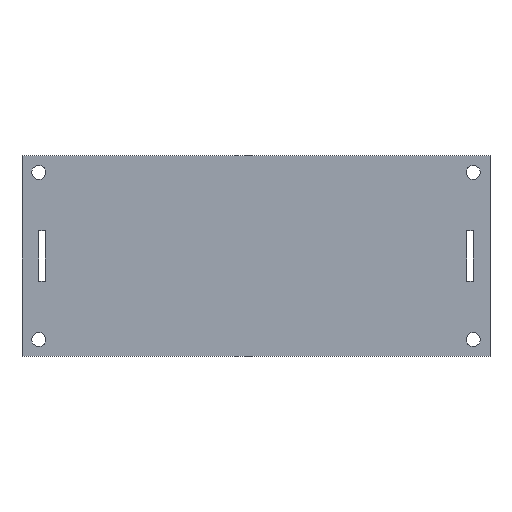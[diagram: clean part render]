
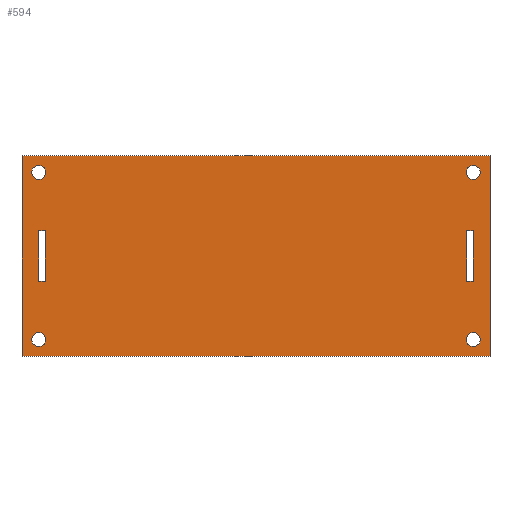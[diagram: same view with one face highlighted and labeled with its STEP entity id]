
A CAD part, top view. The second image highlights one B-rep face of the part: STEP entity #594.
In plain terms, the highlighted planar face has unit normal (0, 0, 1).
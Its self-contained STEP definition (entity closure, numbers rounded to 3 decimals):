
#62=CARTESIAN_POINT('Vertex',(125.5,65.,235.5)) ;
#76=CARTESIAN_POINT('Vertex',(125.5,5.,235.5)) ;
#79=CARTESIAN_POINT('Line Origine',(125.5,35.,235.5)) ;
#107=CARTESIAN_POINT('Vertex',(265.5,5.,235.5)) ;
#110=CARTESIAN_POINT('Line Origine',(195.5,5.,235.5)) ;
#138=CARTESIAN_POINT('Vertex',(265.5,65.,235.5)) ;
#141=CARTESIAN_POINT('Line Origine',(265.5,35.,235.5)) ;
#163=CARTESIAN_POINT('Line Origine',(195.5,65.,235.5)) ;
#180=CARTESIAN_POINT('Axis2P3D Location',(260.5,10.,235.5)) ;
#184=CARTESIAN_POINT('Vertex',(258.4,10.,235.5)) ;
#186=CARTESIAN_POINT('Vertex',(262.6,10.,235.5)) ;
#215=CARTESIAN_POINT('Axis2P3D Location',(260.5,10.,235.5)) ;
#237=CARTESIAN_POINT('Axis2P3D Location',(130.5,10.,235.5)) ;
#241=CARTESIAN_POINT('Vertex',(128.4,10.,235.5)) ;
#243=CARTESIAN_POINT('Vertex',(132.6,10.,235.5)) ;
#272=CARTESIAN_POINT('Axis2P3D Location',(130.5,10.,235.5)) ;
#294=CARTESIAN_POINT('Axis2P3D Location',(130.5,60.,235.5)) ;
#298=CARTESIAN_POINT('Vertex',(128.4,60.,235.5)) ;
#300=CARTESIAN_POINT('Vertex',(132.6,60.,235.5)) ;
#329=CARTESIAN_POINT('Axis2P3D Location',(130.5,60.,235.5)) ;
#351=CARTESIAN_POINT('Axis2P3D Location',(260.5,60.,235.5)) ;
#355=CARTESIAN_POINT('Vertex',(258.4,60.,235.5)) ;
#357=CARTESIAN_POINT('Vertex',(262.6,60.,235.5)) ;
#386=CARTESIAN_POINT('Axis2P3D Location',(260.5,60.,235.5)) ;
#499=CARTESIAN_POINT('Axis2P3D Location',(0.,0.,235.5)) ;
#510=CARTESIAN_POINT('Line Origine',(259.5,27.5,235.5)) ;
#514=CARTESIAN_POINT('Vertex',(260.5,27.5,235.5)) ;
#516=CARTESIAN_POINT('Vertex',(258.5,27.5,235.5)) ;
#519=CARTESIAN_POINT('Line Origine',(258.5,35.,235.5)) ;
#523=CARTESIAN_POINT('Vertex',(258.5,42.5,235.5)) ;
#526=CARTESIAN_POINT('Line Origine',(259.5,42.5,235.5)) ;
#530=CARTESIAN_POINT('Vertex',(260.5,42.5,235.5)) ;
#533=CARTESIAN_POINT('Line Origine',(260.5,35.,235.5)) ;
#560=CARTESIAN_POINT('Line Origine',(131.5,42.5,235.5)) ;
#564=CARTESIAN_POINT('Vertex',(130.5,42.5,235.5)) ;
#566=CARTESIAN_POINT('Vertex',(132.5,42.5,235.5)) ;
#569=CARTESIAN_POINT('Line Origine',(132.5,35.,235.5)) ;
#573=CARTESIAN_POINT('Vertex',(132.5,27.5,235.5)) ;
#576=CARTESIAN_POINT('Line Origine',(131.5,27.5,235.5)) ;
#580=CARTESIAN_POINT('Vertex',(130.5,27.5,235.5)) ;
#583=CARTESIAN_POINT('Line Origine',(130.5,35.,235.5)) ;
#81=VECTOR('Line Direction',#80,1.) ;
#112=VECTOR('Line Direction',#111,1.) ;
#143=VECTOR('Line Direction',#142,1.) ;
#165=VECTOR('Line Direction',#164,1.) ;
#512=VECTOR('Line Direction',#511,1.) ;
#521=VECTOR('Line Direction',#520,1.) ;
#528=VECTOR('Line Direction',#527,1.) ;
#535=VECTOR('Line Direction',#534,1.) ;
#562=VECTOR('Line Direction',#561,1.) ;
#571=VECTOR('Line Direction',#570,1.) ;
#578=VECTOR('Line Direction',#577,1.) ;
#585=VECTOR('Line Direction',#584,1.) ;
#80=DIRECTION('Vector Direction',(0.,-1.,0.)) ;
#111=DIRECTION('Vector Direction',(-1.,0.,0.)) ;
#142=DIRECTION('Vector Direction',(0.,1.,0.)) ;
#164=DIRECTION('Vector Direction',(1.,0.,0.)) ;
#181=DIRECTION('Axis2P3D Direction',(0.,0.,1.)) ;
#216=DIRECTION('Axis2P3D Direction',(0.,0.,1.)) ;
#238=DIRECTION('Axis2P3D Direction',(0.,0.,1.)) ;
#273=DIRECTION('Axis2P3D Direction',(0.,0.,1.)) ;
#295=DIRECTION('Axis2P3D Direction',(0.,0.,1.)) ;
#330=DIRECTION('Axis2P3D Direction',(0.,0.,1.)) ;
#352=DIRECTION('Axis2P3D Direction',(0.,0.,1.)) ;
#387=DIRECTION('Axis2P3D Direction',(0.,0.,1.)) ;
#500=DIRECTION('Axis2P3D Direction',(0.,0.,1.)) ;
#501=DIRECTION('Axis2P3D XDirection',(1.,0.,0.)) ;
#511=DIRECTION('Vector Direction',(-1.,0.,0.)) ;
#520=DIRECTION('Vector Direction',(0.,-1.,0.)) ;
#527=DIRECTION('Vector Direction',(-1.,0.,0.)) ;
#534=DIRECTION('Vector Direction',(0.,-1.,0.)) ;
#561=DIRECTION('Vector Direction',(-1.,0.,0.)) ;
#570=DIRECTION('Vector Direction',(0.,-1.,0.)) ;
#577=DIRECTION('Vector Direction',(-1.,0.,0.)) ;
#584=DIRECTION('Vector Direction',(0.,-1.,0.)) ;
#182=AXIS2_PLACEMENT_3D('Circle Axis2P3D',#180,#181,$) ;
#217=AXIS2_PLACEMENT_3D('Circle Axis2P3D',#215,#216,$) ;
#239=AXIS2_PLACEMENT_3D('Circle Axis2P3D',#237,#238,$) ;
#274=AXIS2_PLACEMENT_3D('Circle Axis2P3D',#272,#273,$) ;
#296=AXIS2_PLACEMENT_3D('Circle Axis2P3D',#294,#295,$) ;
#331=AXIS2_PLACEMENT_3D('Circle Axis2P3D',#329,#330,$) ;
#353=AXIS2_PLACEMENT_3D('Circle Axis2P3D',#351,#352,$) ;
#388=AXIS2_PLACEMENT_3D('Circle Axis2P3D',#386,#387,$) ;
#502=AXIS2_PLACEMENT_3D('Plane Axis2P3D',#499,#500,#501) ;
#82=LINE('Line',#79,#81) ;
#113=LINE('Line',#110,#112) ;
#144=LINE('Line',#141,#143) ;
#166=LINE('Line',#163,#165) ;
#513=LINE('Line',#510,#512) ;
#522=LINE('Line',#519,#521) ;
#529=LINE('Line',#526,#528) ;
#536=LINE('Line',#533,#535) ;
#563=LINE('Line',#560,#562) ;
#572=LINE('Line',#569,#571) ;
#579=LINE('Line',#576,#578) ;
#586=LINE('Line',#583,#585) ;
#183=CIRCLE('generated circle',#182,2.1) ;
#218=CIRCLE('generated circle',#217,2.1) ;
#240=CIRCLE('generated circle',#239,2.1) ;
#275=CIRCLE('generated circle',#274,2.1) ;
#297=CIRCLE('generated circle',#296,2.1) ;
#332=CIRCLE('generated circle',#331,2.1) ;
#354=CIRCLE('generated circle',#353,2.1) ;
#389=CIRCLE('generated circle',#388,2.1) ;
#503=PLANE('',#502) ;
#543=FACE_BOUND('',#538,.T.) ;
#547=FACE_BOUND('',#544,.T.) ;
#551=FACE_BOUND('',#548,.T.) ;
#555=FACE_BOUND('',#552,.T.) ;
#559=FACE_BOUND('',#556,.T.) ;
#593=FACE_BOUND('',#588,.T.) ;
#83=EDGE_CURVE('',#63,#77,#82,.T.) ;
#114=EDGE_CURVE('',#77,#108,#113,.F.) ;
#145=EDGE_CURVE('',#108,#139,#144,.T.) ;
#167=EDGE_CURVE('',#139,#63,#166,.F.) ;
#188=EDGE_CURVE('',#185,#187,#183,.T.) ;
#219=EDGE_CURVE('',#187,#185,#218,.T.) ;
#245=EDGE_CURVE('',#242,#244,#240,.T.) ;
#276=EDGE_CURVE('',#244,#242,#275,.T.) ;
#302=EDGE_CURVE('',#299,#301,#297,.T.) ;
#333=EDGE_CURVE('',#301,#299,#332,.T.) ;
#359=EDGE_CURVE('',#356,#358,#354,.T.) ;
#390=EDGE_CURVE('',#358,#356,#389,.T.) ;
#518=EDGE_CURVE('',#515,#517,#513,.T.) ;
#525=EDGE_CURVE('',#524,#517,#522,.T.) ;
#532=EDGE_CURVE('',#531,#524,#529,.T.) ;
#537=EDGE_CURVE('',#531,#515,#536,.T.) ;
#568=EDGE_CURVE('',#565,#567,#563,.F.) ;
#575=EDGE_CURVE('',#567,#574,#572,.T.) ;
#582=EDGE_CURVE('',#581,#574,#579,.F.) ;
#587=EDGE_CURVE('',#565,#581,#586,.T.) ;
#505=ORIENTED_EDGE('',*,*,#167,.T.) ;
#506=ORIENTED_EDGE('',*,*,#83,.T.) ;
#507=ORIENTED_EDGE('',*,*,#114,.T.) ;
#508=ORIENTED_EDGE('',*,*,#145,.T.) ;
#539=ORIENTED_EDGE('',*,*,#518,.T.) ;
#540=ORIENTED_EDGE('',*,*,#525,.F.) ;
#541=ORIENTED_EDGE('',*,*,#532,.F.) ;
#542=ORIENTED_EDGE('',*,*,#537,.T.) ;
#545=ORIENTED_EDGE('',*,*,#390,.F.) ;
#546=ORIENTED_EDGE('',*,*,#359,.F.) ;
#549=ORIENTED_EDGE('',*,*,#333,.F.) ;
#550=ORIENTED_EDGE('',*,*,#302,.F.) ;
#553=ORIENTED_EDGE('',*,*,#276,.F.) ;
#554=ORIENTED_EDGE('',*,*,#245,.F.) ;
#557=ORIENTED_EDGE('',*,*,#219,.F.) ;
#558=ORIENTED_EDGE('',*,*,#188,.F.) ;
#589=ORIENTED_EDGE('',*,*,#568,.T.) ;
#590=ORIENTED_EDGE('',*,*,#575,.T.) ;
#591=ORIENTED_EDGE('',*,*,#582,.F.) ;
#592=ORIENTED_EDGE('',*,*,#587,.F.) ;
#504=EDGE_LOOP('',(#505,#506,#507,#508)) ;
#538=EDGE_LOOP('',(#539,#540,#541,#542)) ;
#544=EDGE_LOOP('',(#545,#546)) ;
#548=EDGE_LOOP('',(#549,#550)) ;
#552=EDGE_LOOP('',(#553,#554)) ;
#556=EDGE_LOOP('',(#557,#558)) ;
#588=EDGE_LOOP('',(#589,#590,#591,#592)) ;
#63=VERTEX_POINT('',#62) ;
#77=VERTEX_POINT('',#76) ;
#108=VERTEX_POINT('',#107) ;
#139=VERTEX_POINT('',#138) ;
#185=VERTEX_POINT('',#184) ;
#187=VERTEX_POINT('',#186) ;
#242=VERTEX_POINT('',#241) ;
#244=VERTEX_POINT('',#243) ;
#299=VERTEX_POINT('',#298) ;
#301=VERTEX_POINT('',#300) ;
#356=VERTEX_POINT('',#355) ;
#358=VERTEX_POINT('',#357) ;
#515=VERTEX_POINT('',#514) ;
#517=VERTEX_POINT('',#516) ;
#524=VERTEX_POINT('',#523) ;
#531=VERTEX_POINT('',#530) ;
#565=VERTEX_POINT('',#564) ;
#567=VERTEX_POINT('',#566) ;
#574=VERTEX_POINT('',#573) ;
#581=VERTEX_POINT('',#580) ;
#594=ADVANCED_FACE('Corps principal',(#509,#543,#547,#551,#555,#559,#593),#503,.T.) ;
#509=FACE_OUTER_BOUND('',#504,.T.) ;
